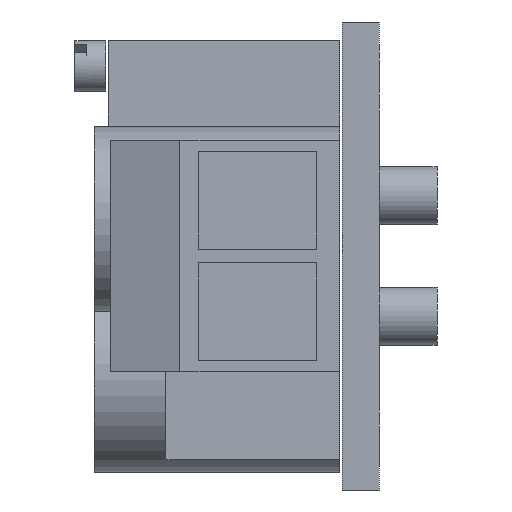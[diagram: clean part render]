
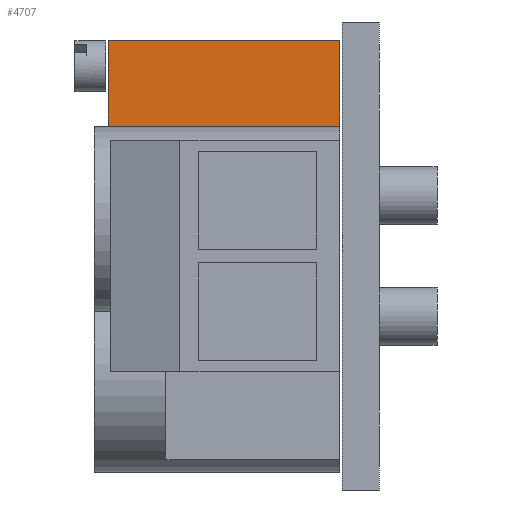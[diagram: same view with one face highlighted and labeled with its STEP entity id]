
A CAD part, left-side view. The second image highlights one B-rep face of the part: STEP entity #4707.
In plain terms, the highlighted planar face has unit normal (-1, 0, 0).
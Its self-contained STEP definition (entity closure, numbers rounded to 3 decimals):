
#247 = ORIENTED_EDGE ( 'NONE', *, *, #995, .T. ) ;
#686 = DIRECTION ( 'NONE',  ( 0., -1., 0. ) ) ;
#952 = EDGE_LOOP ( 'NONE', ( #247, #2050, #1884, #1448 ) ) ;
#995 = EDGE_CURVE ( 'NONE', #1006, #2433, #3623, .T. ) ;
#1006 = VERTEX_POINT ( 'NONE', #4027 ) ;
#1159 = VECTOR ( 'NONE', #686, 1000. ) ;
#1260 = VECTOR ( 'NONE', #2483, 1000. ) ;
#1415 = CARTESIAN_POINT ( 'NONE',  ( -11.33, 1.7, 9.3 ) ) ;
#1435 = VERTEX_POINT ( 'NONE', #3429 ) ;
#1448 = ORIENTED_EDGE ( 'NONE', *, *, #4208, .T. ) ;
#1449 = CARTESIAN_POINT ( 'NONE',  ( -11.33, 11.7, 5. ) ) ;
#1491 = CARTESIAN_POINT ( 'NONE',  ( -11.33, 11.7, 5. ) ) ;
#1542 = FACE_OUTER_BOUND ( 'NONE', #952, .T. ) ;
#1695 = CARTESIAN_POINT ( 'NONE',  ( -11.33, 11.7, 5. ) ) ;
#1795 = AXIS2_PLACEMENT_3D ( 'NONE', #1491, #2207, #4124 ) ;
#1884 = ORIENTED_EDGE ( 'NONE', *, *, #4158, .F. ) ;
#1951 = VECTOR ( 'NONE', #4725, 1000. ) ;
#2050 = ORIENTED_EDGE ( 'NONE', *, *, #3325, .F. ) ;
#2207 = DIRECTION ( 'NONE',  ( 1., 0., 0. ) ) ;
#2277 = LINE ( 'NONE', #3762, #4149 ) ;
#2433 = VERTEX_POINT ( 'NONE', #1415 ) ;
#2483 = DIRECTION ( 'NONE',  ( 0., 0., 1. ) ) ;
#2584 = PLANE ( 'NONE',  #1795 ) ;
#2590 = LINE ( 'NONE', #1449, #1159 ) ;
#2838 = LINE ( 'NONE', #1695, #1951 ) ;
#2911 = VERTEX_POINT ( 'NONE', #4360 ) ;
#3325 = EDGE_CURVE ( 'NONE', #2911, #2433, #2277, .T. ) ;
#3429 = CARTESIAN_POINT ( 'NONE',  ( -11.33, 11.7, 5. ) ) ;
#3623 = LINE ( 'NONE', #4364, #1260 ) ;
#3762 = CARTESIAN_POINT ( 'NONE',  ( -11.33, 11.7, 9.3 ) ) ;
#4027 = CARTESIAN_POINT ( 'NONE',  ( -11.33, 1.7, 5. ) ) ;
#4124 = DIRECTION ( 'NONE',  ( 0., 0., -1. ) ) ;
#4149 = VECTOR ( 'NONE', #4550, 1000. ) ;
#4158 = EDGE_CURVE ( 'NONE', #1435, #2911, #2838, .T. ) ;
#4208 = EDGE_CURVE ( 'NONE', #1435, #1006, #2590, .T. ) ;
#4360 = CARTESIAN_POINT ( 'NONE',  ( -11.33, 11.7, 9.3 ) ) ;
#4364 = CARTESIAN_POINT ( 'NONE',  ( -11.33, 1.7, 5. ) ) ;
#4550 = DIRECTION ( 'NONE',  ( 0., -1., 0. ) ) ;
#4707 = ADVANCED_FACE ( 'NONE', ( #1542 ), #2584, .F. ) ;
#4725 = DIRECTION ( 'NONE',  ( 0., 0., 1. ) ) ;
